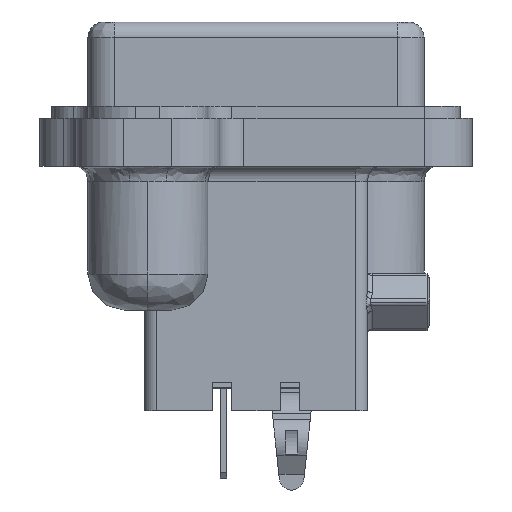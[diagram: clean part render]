
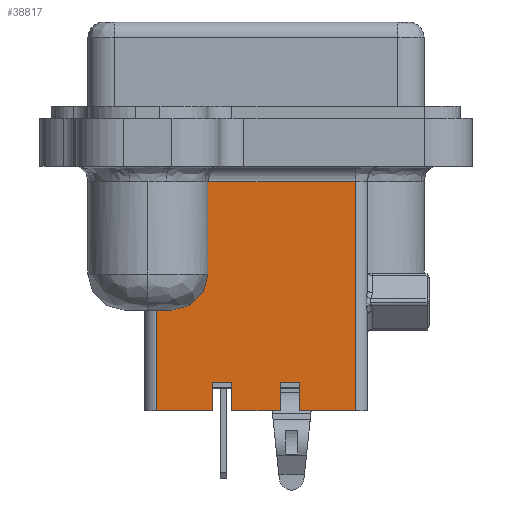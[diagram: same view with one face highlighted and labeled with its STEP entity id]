
A CAD part, left-side view. The second image highlights one B-rep face of the part: STEP entity #38817.
In plain terms, the highlighted planar face has unit normal (-1, 0, 0).
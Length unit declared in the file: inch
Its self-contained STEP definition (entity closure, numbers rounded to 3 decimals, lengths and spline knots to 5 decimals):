
#277 = VERTEX_POINT ( 'NONE', #826 ) ;
#305 = ORIENTED_EDGE ( 'NONE', *, *, #29369, .T. ) ;
#376 = VECTOR ( 'NONE', #13378, 39.37008 ) ;
#697 = DIRECTION ( 'NONE',  ( 0., -1., 0. ) ) ;
#826 = CARTESIAN_POINT ( 'NONE',  ( -0.31496, -0.07087, -0.25396 ) ) ;
#1091 = VERTEX_POINT ( 'NONE', #3486 ) ;
#1264 = VECTOR ( 'NONE', #11620, 39.37008 ) ;
#1330 = ORIENTED_EDGE ( 'NONE', *, *, #35174, .T. ) ;
#1655 = VECTOR ( 'NONE', #29594, 39.37008 ) ;
#1906 = CARTESIAN_POINT ( 'NONE',  ( -0.31496, -0.07087, -0.20672 ) ) ;
#2073 = CARTESIAN_POINT ( 'NONE',  ( -0.31496, 0.03937, -0.20672 ) ) ;
#2119 = ORIENTED_EDGE ( 'NONE', *, *, #13758, .T. ) ;
#2435 = VERTEX_POINT ( 'NONE', #9540 ) ;
#3077 = LINE ( 'NONE', #23857, #1655 ) ;
#3150 = DIRECTION ( 'NONE',  ( 0., 0., 1. ) ) ;
#3486 = CARTESIAN_POINT ( 'NONE',  ( -0.31496, 0.03937, -0.25396 ) ) ;
#3490 = CARTESIAN_POINT ( 'NONE',  ( -0.31496, 0.07087, -0.20672 ) ) ;
#4276 = LINE ( 'NONE', #28430, #376 ) ;
#4793 = CARTESIAN_POINT ( 'NONE',  ( -0.31496, 0.35433, 0.12202 ) ) ;
#4985 = VERTEX_POINT ( 'NONE', #2073 ) ;
#5768 = VECTOR ( 'NONE', #3150, 39.37008 ) ;
#6073 = LINE ( 'NONE', #26699, #1264 ) ;
#6931 = DIRECTION ( 'NONE',  ( 0., 0., -1. ) ) ;
#7168 = ORIENTED_EDGE ( 'NONE', *, *, #12903, .T. ) ;
#8919 = CARTESIAN_POINT ( 'NONE',  ( -0.31496, 0.16299, 0.12202 ) ) ;
#8977 = FACE_OUTER_BOUND ( 'NONE', #22632, .T. ) ;
#9155 = ORIENTED_EDGE ( 'NONE', *, *, #28521, .T. ) ;
#9390 = LINE ( 'NONE', #12177, #12332 ) ;
#9540 = CARTESIAN_POINT ( 'NONE',  ( -0.31496, -0.03937, -0.25396 ) ) ;
#9556 = ORIENTED_EDGE ( 'NONE', *, *, #35972, .T. ) ;
#10914 = VECTOR ( 'NONE', #6931, 39.37008 ) ;
#11620 = DIRECTION ( 'NONE',  ( 0., -1., 0. ) ) ;
#11751 = ORIENTED_EDGE ( 'NONE', *, *, #19076, .T. ) ;
#11961 = DIRECTION ( 'NONE',  ( -1., 0., 0. ) ) ;
#12030 = CARTESIAN_POINT ( 'NONE',  ( -0.31496, -0.03937, -0.25396 ) ) ;
#12177 = CARTESIAN_POINT ( 'NONE',  ( -0.31496, 0.23228, -0.25396 ) ) ;
#12332 = VECTOR ( 'NONE', #697, 39.37008 ) ;
#12775 = LINE ( 'NONE', #24860, #21969 ) ;
#12903 = EDGE_CURVE ( 'NONE', #25004, #4985, #6073, .T. ) ;
#12939 = CARTESIAN_POINT ( 'NONE',  ( -0.31496, 0.16299, -0.25396 ) ) ;
#13290 = DIRECTION ( 'NONE',  ( 0., 0., -1. ) ) ;
#13378 = DIRECTION ( 'NONE',  ( 0., -1., 0. ) ) ;
#13758 = EDGE_CURVE ( 'NONE', #15110, #25004, #24312, .T. ) ;
#13786 = VECTOR ( 'NONE', #13290, 39.37008 ) ;
#13892 = LINE ( 'NONE', #12939, #25923 ) ;
#14046 = CARTESIAN_POINT ( 'NONE',  ( -0.31496, 0.23228, -0.20672 ) ) ;
#14067 = CARTESIAN_POINT ( 'NONE',  ( -0.31496, 0.07087, -0.25396 ) ) ;
#14408 = DIRECTION ( 'NONE',  ( 0., -1., 0. ) ) ;
#14617 = DIRECTION ( 'NONE',  ( 0., 0., 1. ) ) ;
#15110 = VERTEX_POINT ( 'NONE', #14067 ) ;
#15395 = CARTESIAN_POINT ( 'NONE',  ( -0.31496, 0.07087, -0.25396 ) ) ;
#16020 = VERTEX_POINT ( 'NONE', #23158 ) ;
#16074 = CARTESIAN_POINT ( 'NONE',  ( -0.31496, -0.07087, -0.25396 ) ) ;
#16403 = ORIENTED_EDGE ( 'NONE', *, *, #29016, .T. ) ;
#16568 = CARTESIAN_POINT ( 'NONE',  ( -0.31496, -0.03937, -0.20672 ) ) ;
#19076 = EDGE_CURVE ( 'NONE', #1091, #2435, #4276, .T. ) ;
#19264 = DIRECTION ( 'NONE',  ( 0., 1., 0. ) ) ;
#21316 = PLANE ( 'NONE',  #38446 ) ;
#21683 = EDGE_CURVE ( 'NONE', #28314, #32234, #29091, .T. ) ;
#21969 = VECTOR ( 'NONE', #31588, 39.37008 ) ;
#22422 = CARTESIAN_POINT ( 'NONE',  ( -0.31496, 0.03937, -0.25396 ) ) ;
#22632 = EDGE_LOOP ( 'NONE', ( #23671, #9155, #2119, #7168, #1330, #11751, #16403, #23430, #27744, #305, #37641, #9556 ) ) ;
#22845 = CARTESIAN_POINT ( 'NONE',  ( -0.31496, 0.16299, -0.25396 ) ) ;
#23066 = LINE ( 'NONE', #4793, #36376 ) ;
#23158 = CARTESIAN_POINT ( 'NONE',  ( -0.31496, -0.16299, -0.25396 ) ) ;
#23430 = ORIENTED_EDGE ( 'NONE', *, *, #21683, .T. ) ;
#23671 = ORIENTED_EDGE ( 'NONE', *, *, #32479, .T. ) ;
#23857 = CARTESIAN_POINT ( 'NONE',  ( -0.31496, -0.16299, -0.25396 ) ) ;
#24312 = LINE ( 'NONE', #15395, #5768 ) ;
#24860 = CARTESIAN_POINT ( 'NONE',  ( -0.31496, 0.23228, -0.25396 ) ) ;
#25004 = VERTEX_POINT ( 'NONE', #3490 ) ;
#25010 = DIRECTION ( 'NONE',  ( 0., 0., -1. ) ) ;
#25923 = VECTOR ( 'NONE', #25010, 39.37008 ) ;
#26699 = CARTESIAN_POINT ( 'NONE',  ( -0.31496, 0.23228, -0.20672 ) ) ;
#27744 = ORIENTED_EDGE ( 'NONE', *, *, #39076, .T. ) ;
#28314 = VERTEX_POINT ( 'NONE', #16568 ) ;
#28341 = LINE ( 'NONE', #16074, #13786 ) ;
#28430 = CARTESIAN_POINT ( 'NONE',  ( -0.31496, 0.23228, -0.25396 ) ) ;
#28521 = EDGE_CURVE ( 'NONE', #33641, #15110, #9390, .T. ) ;
#28958 = LINE ( 'NONE', #12030, #35200 ) ;
#29016 = EDGE_CURVE ( 'NONE', #2435, #28314, #28958, .T. ) ;
#29091 = LINE ( 'NONE', #14046, #32633 ) ;
#29324 = CARTESIAN_POINT ( 'NONE',  ( -0.31496, -0.16299, 0.12202 ) ) ;
#29369 = EDGE_CURVE ( 'NONE', #277, #16020, #12775, .T. ) ;
#29594 = DIRECTION ( 'NONE',  ( 0., 0., 1. ) ) ;
#29793 = DIRECTION ( 'NONE',  ( 0., 0., 1. ) ) ;
#31308 = LINE ( 'NONE', #22422, #10914 ) ;
#31588 = DIRECTION ( 'NONE',  ( 0., -1., 0. ) ) ;
#32234 = VERTEX_POINT ( 'NONE', #1906 ) ;
#32479 = EDGE_CURVE ( 'NONE', #38313, #33641, #13892, .T. ) ;
#32633 = VECTOR ( 'NONE', #14408, 39.37008 ) ;
#33410 = CARTESIAN_POINT ( 'NONE',  ( -0.31496, 0.23228, -0.25396 ) ) ;
#33641 = VERTEX_POINT ( 'NONE', #22845 ) ;
#35174 = EDGE_CURVE ( 'NONE', #4985, #1091, #31308, .T. ) ;
#35200 = VECTOR ( 'NONE', #14617, 39.37008 ) ;
#35972 = EDGE_CURVE ( 'NONE', #38530, #38313, #23066, .T. ) ;
#36376 = VECTOR ( 'NONE', #19264, 39.37008 ) ;
#37641 = ORIENTED_EDGE ( 'NONE', *, *, #37983, .T. ) ;
#37983 = EDGE_CURVE ( 'NONE', #16020, #38530, #3077, .T. ) ;
#38313 = VERTEX_POINT ( 'NONE', #8919 ) ;
#38446 = AXIS2_PLACEMENT_3D ( 'NONE', #33410, #11961, #29793 ) ;
#38530 = VERTEX_POINT ( 'NONE', #29324 ) ;
#38817 = ADVANCED_FACE ( 'NONE', ( #8977 ), #21316, .T. ) ;
#39076 = EDGE_CURVE ( 'NONE', #32234, #277, #28341, .T. ) ;
